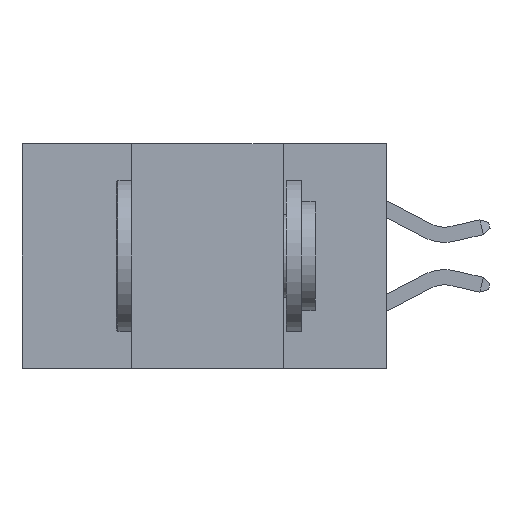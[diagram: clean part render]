
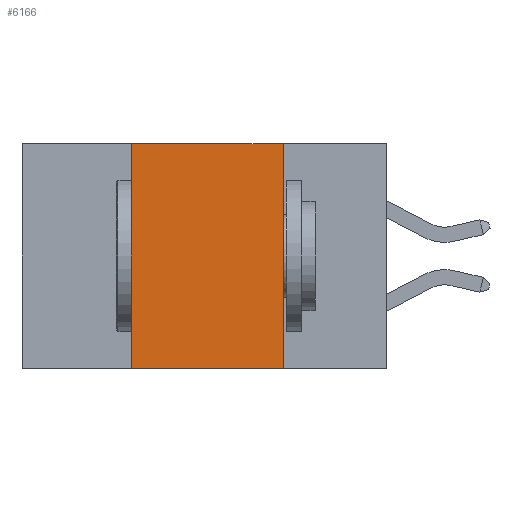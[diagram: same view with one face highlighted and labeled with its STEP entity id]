
A CAD part, left-side view. The second image highlights one B-rep face of the part: STEP entity #6166.
In plain terms, the highlighted planar face has unit normal (-1, 0, 0).
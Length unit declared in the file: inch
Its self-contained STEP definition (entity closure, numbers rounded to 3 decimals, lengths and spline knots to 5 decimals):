
#54 = CARTESIAN_POINT ( 'NONE',  ( 0., 0.42, 0. ) ) ;
#1432 = CARTESIAN_POINT ( 'NONE',  ( 0., 0.17, 0. ) ) ;
#1566 = VERTEX_POINT ( 'NONE', #54 ) ;
#1644 = LINE ( 'NONE', #10501, #4017 ) ;
#1703 = CARTESIAN_POINT ( 'NONE',  ( 0., 0.6, 0. ) ) ;
#1918 = CARTESIAN_POINT ( 'NONE',  ( 0., 0.6, 0. ) ) ;
#2625 = FACE_OUTER_BOUND ( 'NONE', #6992, .T. ) ;
#3000 = DIRECTION ( 'NONE',  ( 0., 0., -1. ) ) ;
#4017 = VECTOR ( 'NONE', #6442, 39.37008 ) ;
#4160 = EDGE_CURVE ( 'NONE', #1566, #7778, #10971, .T. ) ;
#4321 = LINE ( 'NONE', #1432, #6572 ) ;
#4705 = ORIENTED_EDGE ( 'NONE', *, *, #5985, .F. ) ;
#5514 = DIRECTION ( 'NONE',  ( 0., -1., 0. ) ) ;
#5952 = VECTOR ( 'NONE', #5514, 39.37008 ) ;
#5974 = EDGE_CURVE ( 'NONE', #7778, #6277, #4321, .T. ) ;
#5985 = EDGE_CURVE ( 'NONE', #8678, #1566, #1644, .T. ) ;
#6005 = EDGE_CURVE ( 'NONE', #8678, #6277, #10388, .T. ) ;
#6077 = CARTESIAN_POINT ( 'NONE',  ( 0., 0.17, -0.37 ) ) ;
#6166 = ADVANCED_FACE ( 'NONE', ( #2625 ), #6770, .F. ) ;
#6277 = VERTEX_POINT ( 'NONE', #6077 ) ;
#6442 = DIRECTION ( 'NONE',  ( 0., 0., 1. ) ) ;
#6572 = VECTOR ( 'NONE', #7259, 39.37008 ) ;
#6770 = PLANE ( 'NONE',  #11141 ) ;
#6958 = ORIENTED_EDGE ( 'NONE', *, *, #4160, .F. ) ;
#6992 = EDGE_LOOP ( 'NONE', ( #8803, #6958, #4705, #9553 ) ) ;
#7044 = CARTESIAN_POINT ( 'NONE',  ( 0., 0.42, -0.37 ) ) ;
#7259 = DIRECTION ( 'NONE',  ( 0., 0., -1. ) ) ;
#7778 = VERTEX_POINT ( 'NONE', #8928 ) ;
#8414 = DIRECTION ( 'NONE',  ( 1., 0., 0. ) ) ;
#8678 = VERTEX_POINT ( 'NONE', #7044 ) ;
#8803 = ORIENTED_EDGE ( 'NONE', *, *, #5974, .F. ) ;
#8928 = CARTESIAN_POINT ( 'NONE',  ( 0., 0.17, 0. ) ) ;
#9029 = DIRECTION ( 'NONE',  ( 0., -1., 0. ) ) ;
#9553 = ORIENTED_EDGE ( 'NONE', *, *, #6005, .T. ) ;
#10388 = LINE ( 'NONE', #11267, #5952 ) ;
#10501 = CARTESIAN_POINT ( 'NONE',  ( 0., 0.42, 0. ) ) ;
#10740 = VECTOR ( 'NONE', #9029, 39.37008 ) ;
#10971 = LINE ( 'NONE', #1703, #10740 ) ;
#11141 = AXIS2_PLACEMENT_3D ( 'NONE', #1918, #8414, #3000 ) ;
#11267 = CARTESIAN_POINT ( 'NONE',  ( 0., 0.6, -0.37 ) ) ;
